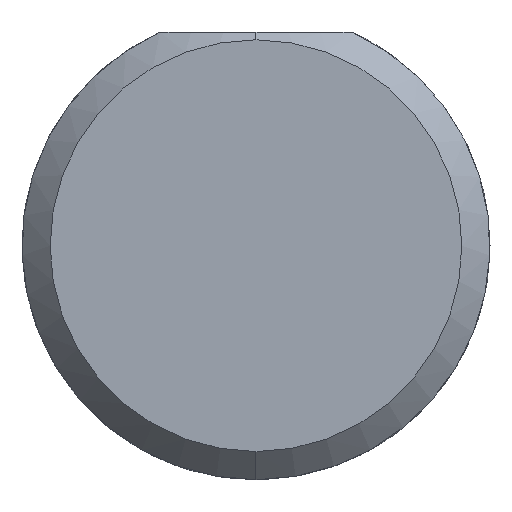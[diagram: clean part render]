
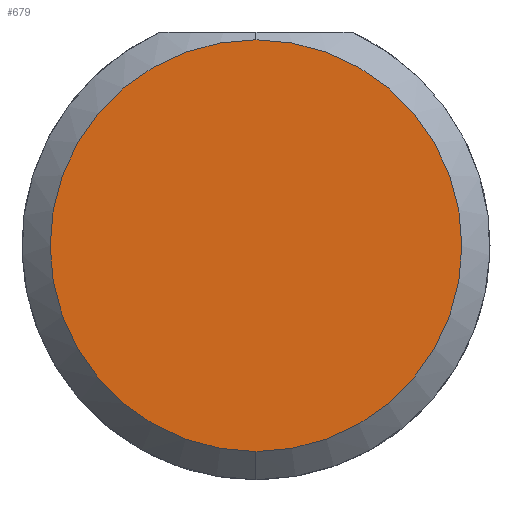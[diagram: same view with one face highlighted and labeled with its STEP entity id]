
A CAD part, left-side view. The second image highlights one B-rep face of the part: STEP entity #679.
In plain terms, the highlighted planar face has unit normal (-1, 0, 0).
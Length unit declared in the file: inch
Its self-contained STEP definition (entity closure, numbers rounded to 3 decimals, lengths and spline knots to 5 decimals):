
#15 = AXIS2_PLACEMENT_3D ( 'NONE', #570, #175, #342 ) ;
#18 = EDGE_CURVE ( 'NONE', #745, #492, #162, .T. ) ;
#77 = CARTESIAN_POINT ( 'NONE',  ( 0., 0., 0. ) ) ;
#84 = DIRECTION ( 'NONE',  ( -1., 0., 0. ) ) ;
#162 = CIRCLE ( 'NONE', #15, 0.10985 ) ;
#175 = DIRECTION ( 'NONE',  ( -1., 0., 0. ) ) ;
#216 = EDGE_LOOP ( 'NONE', ( #483, #347 ) ) ;
#260 = DIRECTION ( 'NONE',  ( 0., 0., -1. ) ) ;
#296 = CIRCLE ( 'NONE', #597, 0.10985 ) ;
#342 = DIRECTION ( 'NONE',  ( 0., 0., -1. ) ) ;
#347 = ORIENTED_EDGE ( 'NONE', *, *, #711, .T. ) ;
#374 = AXIS2_PLACEMENT_3D ( 'NONE', #593, #481, #661 ) ;
#448 = CARTESIAN_POINT ( 'NONE',  ( 0., 0., 0.10985 ) ) ;
#481 = DIRECTION ( 'NONE',  ( 1., 0., 0. ) ) ;
#483 = ORIENTED_EDGE ( 'NONE', *, *, #18, .T. ) ;
#492 = VERTEX_POINT ( 'NONE', #448 ) ;
#533 = CARTESIAN_POINT ( 'NONE',  ( 0., 0., -0.10985 ) ) ;
#539 = PLANE ( 'NONE',  #374 ) ;
#570 = CARTESIAN_POINT ( 'NONE',  ( 0., 0., 0. ) ) ;
#593 = CARTESIAN_POINT ( 'NONE',  ( 0., 0., 0. ) ) ;
#597 = AXIS2_PLACEMENT_3D ( 'NONE', #77, #84, #260 ) ;
#601 = FACE_OUTER_BOUND ( 'NONE', #216, .T. ) ;
#661 = DIRECTION ( 'NONE',  ( 0., 0., -1. ) ) ;
#679 = ADVANCED_FACE ( 'NONE', ( #601 ), #539, .F. ) ;
#711 = EDGE_CURVE ( 'NONE', #492, #745, #296, .T. ) ;
#745 = VERTEX_POINT ( 'NONE', #533 ) ;
